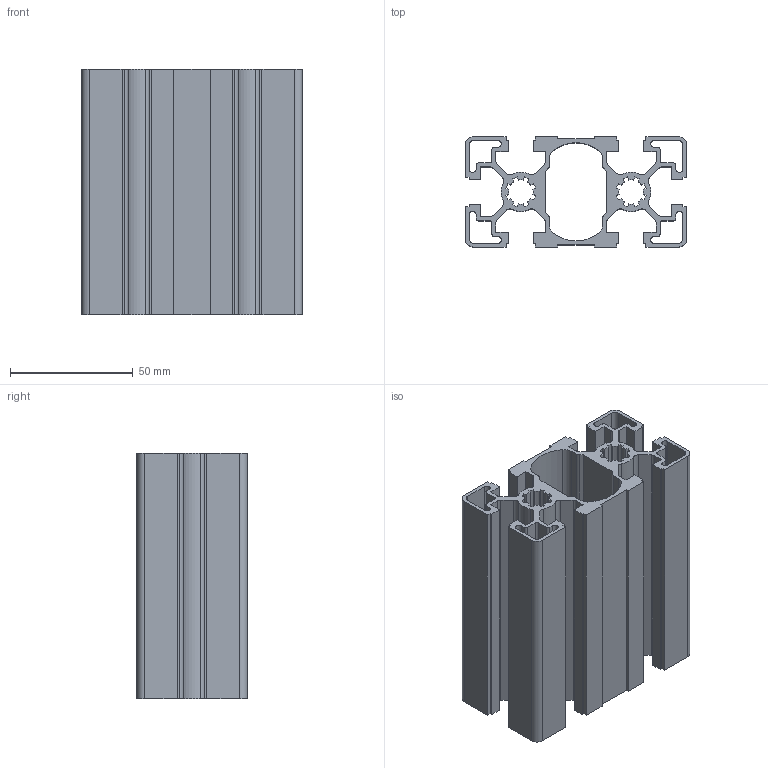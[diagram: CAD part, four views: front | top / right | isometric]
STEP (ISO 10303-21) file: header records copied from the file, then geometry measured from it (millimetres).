
FILE_DESCRIPTION((''),'2;1');
FILE_NAME('K_164590L-100.stp','2013-07-18T17:27:14',('PC'),(''),'Autodesk Inventor 2011','Autodesk Inventor 2011','');
FILE_SCHEMA(('AUTOMOTIVE_DESIGN { 1 0 10303 214 1 1 1 1 }'));
Length unit declared in the file: millimetre
Products named in the file (1): 164590L-100
Bounding box: 90 x 45 x 100 mm (x, y, z)
Volume: 116390 mm3; surface area: 96987.5 mm2
Topology: 1 solids, 1 shells, 258 faces, 768 edges, 512 vertices
Faces by surface type: plane 158, cylinder 100
Entity records: 8726 total; most frequent: CARTESIAN_POINT 1539, ORIENTED_EDGE 1536, DIRECTION 1486, EDGE_CURVE 768, VECTOR 568, LINE 568, VERTEX_POINT 512, AXIS2_PLACEMENT_3D 459
